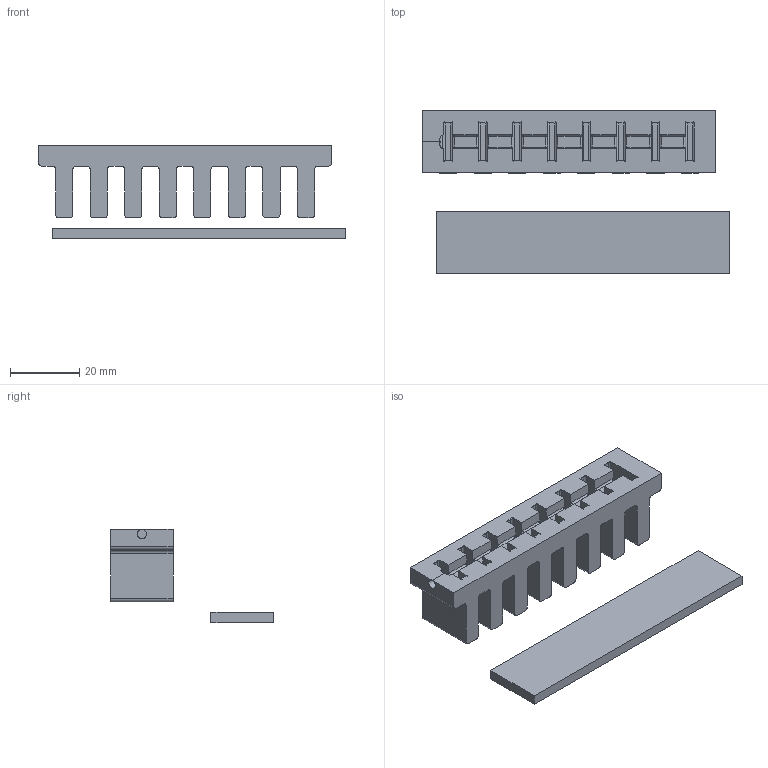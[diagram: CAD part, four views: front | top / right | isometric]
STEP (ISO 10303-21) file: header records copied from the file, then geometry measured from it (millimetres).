
FILE_DESCRIPTION(/* description */ (''),/* implementation_level */ '2;1');
FILE_NAME(/* name */ 'Dedo v1.step',/* time_stamp */ '2025-10-10T18:15:36-03:00',/* author */ (''),/* organization */ (''),/* preprocessor_version */ 'ST-DEVELOPER v20.1',/* originating_system */ 'Autodesk Translation Framework v14.17.0.0',/* authorisation */ '');
FILE_SCHEMA (('AUTOMOTIVE_DESIGN { 1 0 10303 214 3 1 1 }'));
Length unit declared in the file: millimetre
Products named in the file (1): Dedo
Bounding box: 89 x 47 x 27 mm (x, y, z)
Volume: 20583.3 mm3; surface area: 16423.8 mm2
Topology: 2 solids, 2 shells, 319 faces, 789 edges, 472 vertices
Faces by surface type: cylinder 148, plane 111, sphere 32, torus 28
Entity records: 9466 total; most frequent: CARTESIAN_POINT 1760, DIRECTION 1687, ORIENTED_EDGE 1578, EDGE_CURVE 789, AXIS2_PLACEMENT_3D 612, VERTEX_POINT 472, LINE 463, VECTOR 463
